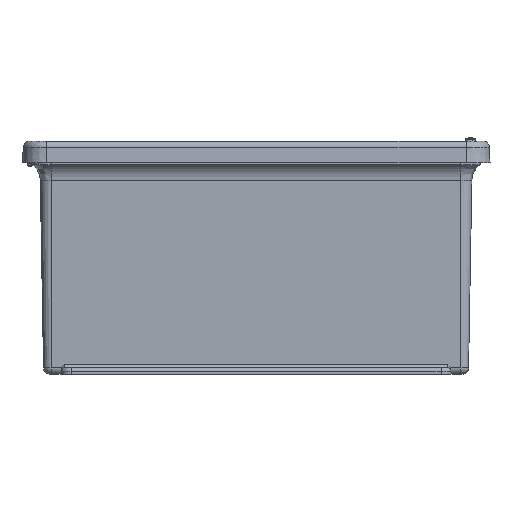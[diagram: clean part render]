
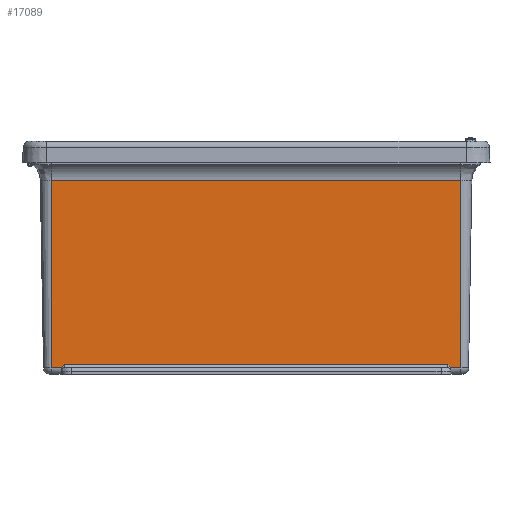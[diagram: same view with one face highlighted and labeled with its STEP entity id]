
A CAD part, front view. The second image highlights one B-rep face of the part: STEP entity #17089.
In plain terms, the highlighted planar face has unit normal (0, -1, -0.018).
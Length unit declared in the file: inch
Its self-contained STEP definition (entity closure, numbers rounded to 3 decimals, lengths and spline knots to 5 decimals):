
#213 = CARTESIAN_POINT ( 'NONE',  ( 7.2757, -10.04417, -8.21191 ) ) ;
#839 = DIRECTION ( 'NONE',  ( 1., 0., 0. ) ) ;
#1005 = CARTESIAN_POINT ( 'NONE',  ( 7.27722, -10.04414, -8.21348 ) ) ;
#1370 = CARTESIAN_POINT ( 'NONE',  ( -7.74998, -10.04234, -8.31686 ) ) ;
#1492 = CARTESIAN_POINT ( 'NONE',  ( 7.74998, -10.18745, -0.00327 ) ) ;
#1682 = CARTESIAN_POINT ( 'NONE',  ( 7.35394, -10.04234, -8.31686 ) ) ;
#1981 = VECTOR ( 'NONE', #46945, 39.37008 ) ;
#2921 = VERTEX_POINT ( 'NONE', #9291 ) ;
#2935 = CARTESIAN_POINT ( 'NONE',  ( -7.24939, -10.04463, -8.18532 ) ) ;
#3046 = VERTEX_POINT ( 'NONE', #33752 ) ;
#3248 = CARTESIAN_POINT ( 'NONE',  ( -7.30839, -10.04354, -8.24792 ) ) ;
#4229 = CARTESIAN_POINT ( 'NONE',  ( 7.27844, -10.04412, -8.21476 ) ) ;
#4567 = CARTESIAN_POINT ( 'NONE',  ( 7.30412, -10.04363, -8.24286 ) ) ;
#4726 = CARTESIAN_POINT ( 'NONE',  ( 7.34325, -10.04273, -8.29437 ) ) ;
#5527 = VECTOR ( 'NONE', #839, 39.37008 ) ;
#6811 = CARTESIAN_POINT ( 'NONE',  ( -7.3163, -10.04337, -8.25762 ) ) ;
#6970 = CARTESIAN_POINT ( 'NONE',  ( -7.35394, -10.04234, -8.31686 ) ) ;
#7054 = DIRECTION ( 'NONE',  ( -1., 0., 0. ) ) ;
#7096 = VERTEX_POINT ( 'NONE', #1682 ) ;
#7121 = CARTESIAN_POINT ( 'NONE',  ( -7.30789, -10.04355, -8.24732 ) ) ;
#7274 = CARTESIAN_POINT ( 'NONE',  ( -7.2835, -10.04403, -8.22006 ) ) ;
#7961 = CARTESIAN_POINT ( 'NONE',  ( 7.27854, -10.04412, -8.21486 ) ) ;
#7987 = VECTOR ( 'NONE', #13161, 39.37008 ) ;
#8019 = ORIENTED_EDGE ( 'NONE', *, *, #11048, .T. ) ;
#8696 = CARTESIAN_POINT ( 'NONE',  ( -7.35394, -10.04234, -8.31686 ) ) ;
#8912 = CARTESIAN_POINT ( 'NONE',  ( -7.24939, -10.04463, -8.18532 ) ) ;
#9291 = CARTESIAN_POINT ( 'NONE',  ( -7.74998, -10.16606, -1.22854 ) ) ;
#10986 = ORIENTED_EDGE ( 'NONE', *, *, #45311, .T. ) ;
#11007 = CARTESIAN_POINT ( 'NONE',  ( -7.27987, -10.04409, -8.21625 ) ) ;
#11048 = EDGE_CURVE ( 'NONE', #14962, #7096, #40790, .T. ) ;
#11203 = CARTESIAN_POINT ( 'NONE',  ( 7.26461, -10.04437, -8.20058 ) ) ;
#11539 = CARTESIAN_POINT ( 'NONE',  ( 7.30761, -10.04356, -8.24698 ) ) ;
#11688 = ORIENTED_EDGE ( 'NONE', *, *, #38341, .T. ) ;
#12041 = LINE ( 'NONE', #26494, #46466 ) ;
#13161 = DIRECTION ( 'NONE',  ( 0., -0.017, 1. ) ) ;
#13888 = DIRECTION ( 'NONE',  ( -1., 0., 0. ) ) ;
#13923 = VECTOR ( 'NONE', #13888, 39.37008 ) ;
#13924 = B_SPLINE_CURVE_WITH_KNOTS ( 'NONE', 3,
 ( #6970, #14565, #43490, #17788, #6811, #25517, #21643, #25374, #3248, #21804, #7121, #18252, #47651, #25672, #7274, #33086, #11007, #36801, #39718, #17637, #43343, #47027, #25066, #2935 ),
 .UNSPECIFIED., .F., .F.,
 ( 4, 1, 1, 1, 1, 1, 1, 2, 2, 1, 1, 1, 1, 1, 1, 2, 2, 4 ),
 ( 0., 0.25, 0.375, 0.4375, 0.46875, 0.48438, 0.49219, 0.49609, 0.5, 0.625, 0.6875, 0.71875, 0.73438, 0.74219, 0.74609, 0.74805, 0.75, 1. ),
 .UNSPECIFIED. ) ;
#13957 = EDGE_LOOP ( 'NONE', ( #11688, #8019, #42078, #10986, #35188, #27790, #22649, #29617 ) ) ;
#14481 = VECTOR ( 'NONE', #7054, 39.37008 ) ;
#14565 = CARTESIAN_POINT ( 'NONE',  ( -7.3486, -10.04253, -8.30562 ) ) ;
#14962 = VERTEX_POINT ( 'NONE', #34591 ) ;
#15736 = EDGE_CURVE ( 'NONE', #32726, #2921, #26678, .T. ) ;
#16293 = DIRECTION ( 'NONE',  ( 0., -1., -0.017 ) ) ;
#16822 = LINE ( 'NONE', #44356, #14481 ) ;
#17089 = ADVANCED_FACE ( 'NONE', ( #24586 ), #41868, .T. ) ;
#17149 = EDGE_CURVE ( 'NONE', #17421, #2921, #43447, .T. ) ;
#17421 = VERTEX_POINT ( 'NONE', #1370 ) ;
#17637 = CARTESIAN_POINT ( 'NONE',  ( -7.27882, -10.04411, -8.21515 ) ) ;
#17788 = CARTESIAN_POINT ( 'NONE',  ( -7.32432, -10.04319, -8.26799 ) ) ;
#18252 = CARTESIAN_POINT ( 'NONE',  ( -7.30371, -10.04364, -8.24232 ) ) ;
#19260 = CARTESIAN_POINT ( 'NONE',  ( 7.28428, -10.04401, -8.22084 ) ) ;
#19424 = CARTESIAN_POINT ( 'NONE',  ( 7.30687, -10.04357, -8.2461 ) ) ;
#20115 = EDGE_CURVE ( 'NONE', #23693, #23096, #13924, .T. ) ;
#20165 = DIRECTION ( 'NONE',  ( 0., -0.017, 1. ) ) ;
#21643 = CARTESIAN_POINT ( 'NONE',  ( -7.30995, -10.04351, -8.24979 ) ) ;
#21683 = CARTESIAN_POINT ( 'NONE',  ( -7.74998, -10.04463, -8.18532 ) ) ;
#21804 = CARTESIAN_POINT ( 'NONE',  ( -7.30808, -10.04355, -8.24754 ) ) ;
#22649 = ORIENTED_EDGE ( 'NONE', *, *, #36055, .F. ) ;
#22965 = CARTESIAN_POINT ( 'NONE',  ( 7.35394, -10.04234, -8.31686 ) ) ;
#23096 = VERTEX_POINT ( 'NONE', #8912 ) ;
#23693 = VERTEX_POINT ( 'NONE', #8696 ) ;
#24586 = FACE_OUTER_BOUND ( 'NONE', #13957, .T. ) ;
#25066 = CARTESIAN_POINT ( 'NONE',  ( -7.26261, -10.0444, -8.19854 ) ) ;
#25374 = CARTESIAN_POINT ( 'NONE',  ( -7.30886, -10.04353, -8.24848 ) ) ;
#25517 = CARTESIAN_POINT ( 'NONE',  ( -7.3121, -10.04346, -8.2524 ) ) ;
#25672 = CARTESIAN_POINT ( 'NONE',  ( -7.28818, -10.04394, -8.22504 ) ) ;
#26494 = CARTESIAN_POINT ( 'NONE',  ( -3.87499, -10.04234, -8.31686 ) ) ;
#26678 = LINE ( 'NONE', #46495, #13923 ) ;
#26733 = CARTESIAN_POINT ( 'NONE',  ( 7.27794, -10.04413, -8.21423 ) ) ;
#26900 = CARTESIAN_POINT ( 'NONE',  ( 7.30726, -10.04356, -8.24656 ) ) ;
#27067 = CARTESIAN_POINT ( 'NONE',  ( 7.30597, -10.04359, -8.24503 ) ) ;
#27790 = ORIENTED_EDGE ( 'NONE', *, *, #17149, .F. ) ;
#28467 = AXIS2_PLACEMENT_3D ( 'NONE', #35122, #16293, #20165 ) ;
#29617 = ORIENTED_EDGE ( 'NONE', *, *, #20115, .T. ) ;
#30094 = CARTESIAN_POINT ( 'NONE',  ( 7.30751, -10.04356, -8.24686 ) ) ;
#30733 = CARTESIAN_POINT ( 'NONE',  ( 7.3003, -10.04371, -8.23845 ) ) ;
#32726 = VERTEX_POINT ( 'NONE', #34652 ) ;
#33086 = CARTESIAN_POINT ( 'NONE',  ( -7.28109, -10.04407, -8.21752 ) ) ;
#33752 = CARTESIAN_POINT ( 'NONE',  ( 7.74998, -10.04234, -8.31686 ) ) ;
#34489 = EDGE_CURVE ( 'NONE', #3046, #7096, #12041, .T. ) ;
#34591 = CARTESIAN_POINT ( 'NONE',  ( 7.24939, -10.04463, -8.18532 ) ) ;
#34652 = CARTESIAN_POINT ( 'NONE',  ( 7.74998, -10.16606, -1.22854 ) ) ;
#34939 = LINE ( 'NONE', #21683, #5527 ) ;
#35122 = CARTESIAN_POINT ( 'NONE',  ( -7.74998, -10.18745, -0.00327 ) ) ;
#35188 = ORIENTED_EDGE ( 'NONE', *, *, #15736, .T. ) ;
#36055 = EDGE_CURVE ( 'NONE', #23693, #17421, #16822, .T. ) ;
#36533 = CARTESIAN_POINT ( 'NONE',  ( 7.24939, -10.04463, -8.18532 ) ) ;
#36801 = CARTESIAN_POINT ( 'NONE',  ( -7.27926, -10.0441, -8.21561 ) ) ;
#37299 = CARTESIAN_POINT ( 'NONE',  ( 7.32786, -10.04314, -8.27114 ) ) ;
#37429 = DIRECTION ( 'NONE',  ( -1., 0., 0. ) ) ;
#37965 = CARTESIAN_POINT ( 'NONE',  ( 7.27829, -10.04412, -8.2146 ) ) ;
#38341 = EDGE_CURVE ( 'NONE', #23096, #14962, #34939, .T. ) ;
#39718 = CARTESIAN_POINT ( 'NONE',  ( -7.27899, -10.04411, -8.21533 ) ) ;
#40545 = CARTESIAN_POINT ( 'NONE',  ( 7.27238, -10.04423, -8.2085 ) ) ;
#40790 = B_SPLINE_CURVE_WITH_KNOTS ( 'NONE', 3,
 ( #36533, #47697, #11203, #40545, #213, #1005, #26733, #37965, #4229, #7961, #41313, #19260, #41475, #30733, #4567, #27067, #19424, #26900, #30094, #11539, #37299, #4726, #22965 ),
 .UNSPECIFIED., .F., .F.,
 ( 4, 1, 1, 1, 1, 1, 1, 2, 2, 1, 1, 1, 1, 1, 2, 2, 4 ),
 ( 0., 0.125, 0.1875, 0.21875, 0.23438, 0.24219, 0.24609, 0.24805, 0.25, 0.375, 0.4375, 0.46875, 0.48438, 0.49219, 0.49609, 0.5, 1. ),
 .UNSPECIFIED. ) ;
#41313 = CARTESIAN_POINT ( 'NONE',  ( 7.27855, -10.04412, -8.21487 ) ) ;
#41475 = CARTESIAN_POINT ( 'NONE',  ( 7.29215, -10.04387, -8.22928 ) ) ;
#41868 = PLANE ( 'NONE',  #28467 ) ;
#42078 = ORIENTED_EDGE ( 'NONE', *, *, #34489, .F. ) ;
#43343 = CARTESIAN_POINT ( 'NONE',  ( -7.27869, -10.04411, -8.21501 ) ) ;
#43447 = LINE ( 'NONE', #46793, #1981 ) ;
#43490 = CARTESIAN_POINT ( 'NONE',  ( -7.33882, -10.04283, -8.28848 ) ) ;
#44356 = CARTESIAN_POINT ( 'NONE',  ( -3.87499, -10.04234, -8.31686 ) ) ;
#45311 = EDGE_CURVE ( 'NONE', #3046, #32726, #46575, .T. ) ;
#46466 = VECTOR ( 'NONE', #37429, 39.37008 ) ;
#46495 = CARTESIAN_POINT ( 'NONE',  ( -7.74998, -10.16606, -1.22854 ) ) ;
#46575 = LINE ( 'NONE', #1492, #7987 ) ;
#46793 = CARTESIAN_POINT ( 'NONE',  ( -7.74998, -10.18745, -0.00327 ) ) ;
#46945 = DIRECTION ( 'NONE',  ( 0., -0.017, 1. ) ) ;
#47027 = CARTESIAN_POINT ( 'NONE',  ( -7.27236, -10.04423, -8.20842 ) ) ;
#47651 = CARTESIAN_POINT ( 'NONE',  ( -7.29702, -10.04377, -8.23466 ) ) ;
#47697 = CARTESIAN_POINT ( 'NONE',  ( 7.256, -10.04452, -8.19192 ) ) ;
